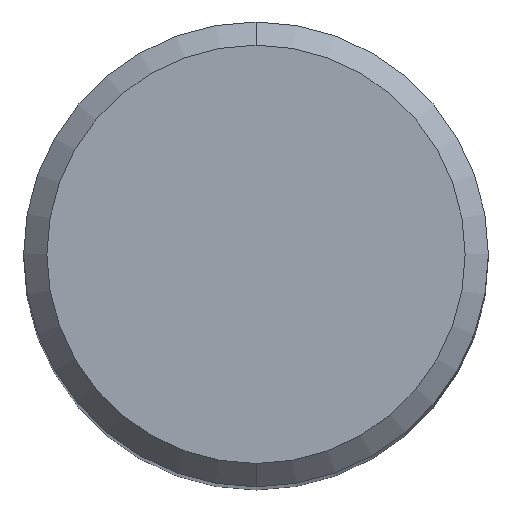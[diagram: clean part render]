
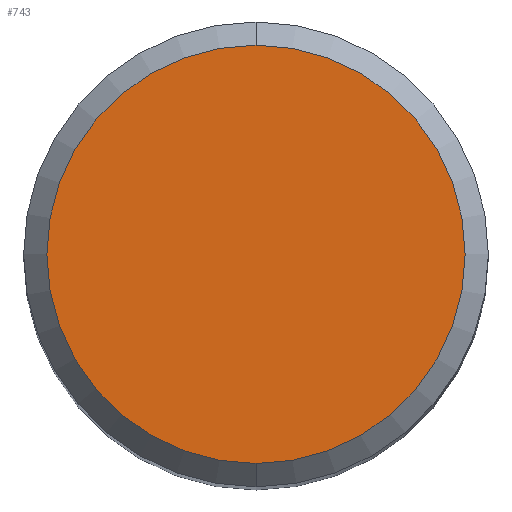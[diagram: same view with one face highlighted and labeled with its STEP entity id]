
A CAD part, top view. The second image highlights one B-rep face of the part: STEP entity #743.
In plain terms, the highlighted planar face has unit normal (0, 0, 1).
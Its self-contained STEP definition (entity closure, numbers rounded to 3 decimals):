
#437=EDGE_CURVE('',#847,#507,#1023,.T.);
#507=VERTEX_POINT('',#1099);
#743=ADVANCED_FACE('',(#1353),#1354,.T.);
#747=EDGE_CURVE('',#507,#847,#1358,.T.);
#847=VERTEX_POINT('',#1469);
#1023=CIRCLE('',#3227,4.5);
#1099=CARTESIAN_POINT('',(0.,-4.5,0.0));
#1353=FACE_OUTER_BOUND('',#4956,.T.);
#1354=PLANE('',#4957);
#1358=CIRCLE('',#4962,4.5);
#1469=CARTESIAN_POINT('',(0.0,4.5,0.0));
#3227=AXIS2_PLACEMENT_3D('',#6245,#6246,#6247);
#4956=EDGE_LOOP('',(#6543,#6544));
#4957=AXIS2_PLACEMENT_3D('',#6545,#6546,#6547);
#4962=AXIS2_PLACEMENT_3D('',#6548,#6549,#6550);
#6245=CARTESIAN_POINT('',(0.0,0.0,0.0));
#6246=DIRECTION('',(0.0,0.0,-1.0));
#6247=DIRECTION('',(0.0,1.0,0.0));
#6543=ORIENTED_EDGE('',*,*,#437,.F.);
#6544=ORIENTED_EDGE('',*,*,#747,.F.);
#6545=CARTESIAN_POINT('',(0.0,2.25,0.0));
#6546=DIRECTION('',(-0.0,0.0,1.0));
#6547=DIRECTION('',(0.0,-1.0,0.0));
#6548=CARTESIAN_POINT('',(0.0,0.0,0.0));
#6549=DIRECTION('',(0.0,0.0,-1.0));
#6550=DIRECTION('',(0.0,1.0,0.0));
